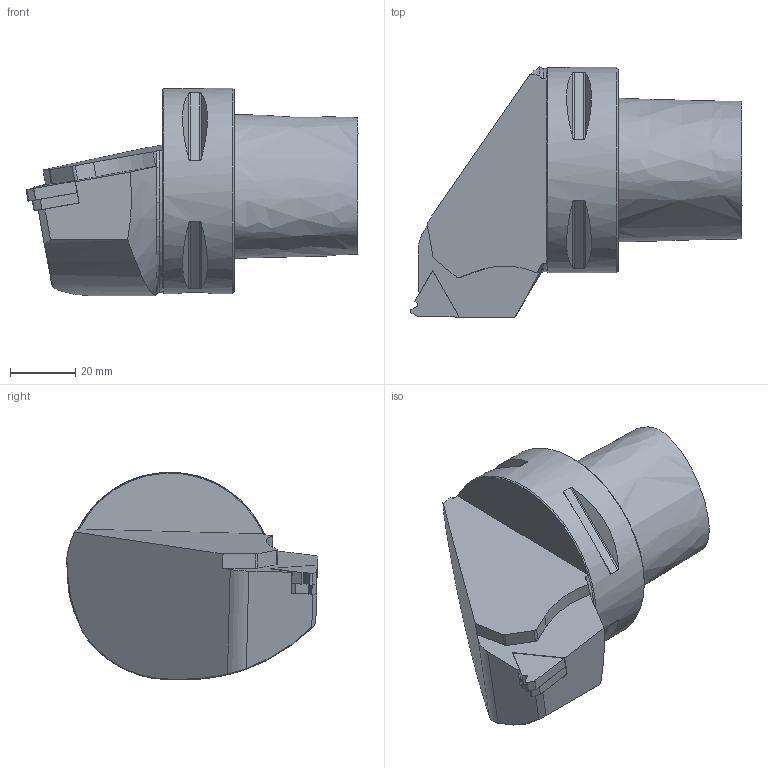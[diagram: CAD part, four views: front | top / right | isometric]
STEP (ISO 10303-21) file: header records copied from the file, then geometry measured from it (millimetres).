
FILE_DESCRIPTION(/* description */ (''),/* implementation_level */ '2;1');
FILE_NAME(/* name */ 'AC6 TER 45065 16 H.stp',/* time_stamp */ '2024-11-25T15:34:42+03:00',/* author */ (''),/* organization */ (''),/* preprocessor_version */ 'ST-DEVELOPER v19.4',/* originating_system */ 'SIEMENS PLM Software NX2306.9102',/* authorisation */ '');
FILE_SCHEMA (('AUTOMOTIVE_DESIGN { 1 0 10303 214 3 1 1 1 }'));
Length unit declared in the file: millimetre
Products named in the file (1): AC6 TER 45065 16 H-Light Step-Dxf_objects
Bounding box: 101.84 x 77.04 x 63.65 mm (x, y, z)
Volume: 185849.6 mm3; surface area: 22165.7 mm2
Topology: 2 solids, 2 shells, 89 faces, 226 edges, 146 vertices
Faces by surface type: plane 48, cylinder 27, cone 6, bspline 6, torus 2
Full cylindrical faces by diameter (mm): 4 x1, 10 x1, 63 x1
Entity records: 3473 total; most frequent: CARTESIAN_POINT 1417, ORIENTED_EDGE 422, DIRECTION 382, EDGE_CURVE 211, VERTEX_POINT 142, AXIS2_PLACEMENT_3D 135, LINE 112, VECTOR 112
